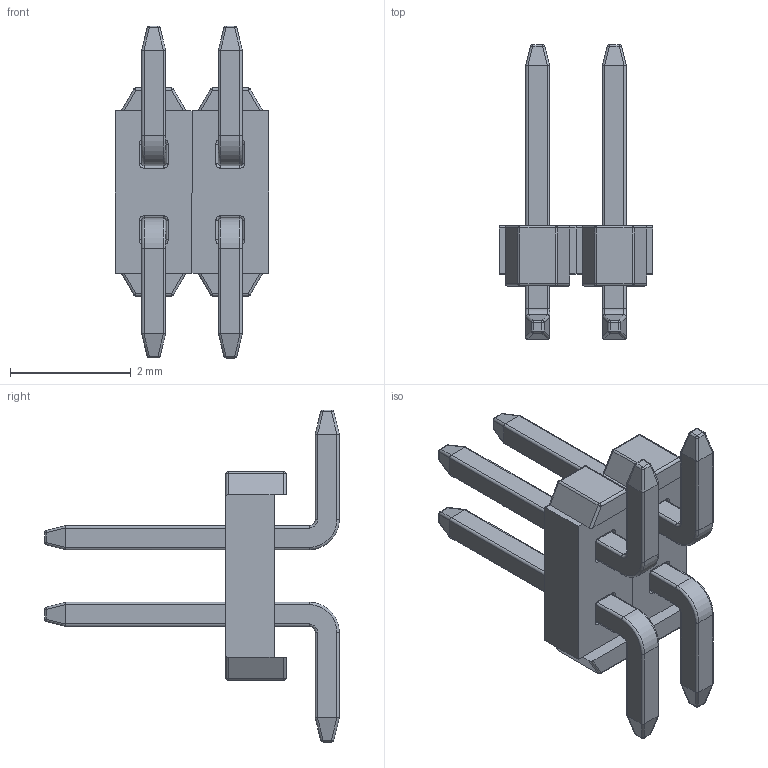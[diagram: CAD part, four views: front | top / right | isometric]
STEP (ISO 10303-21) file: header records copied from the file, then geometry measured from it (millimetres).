
FILE_DESCRIPTION (( 'STEP AP214' ), '1' );
FILE_NAME ('HPH2 A 04 UA SMT.STEP', '2019-04-09T14:57:24', ( '' ), ( '' ), 'SwSTEP 2.0', 'SolidWorks 2014', '' );
FILE_SCHEMA (( 'AUTOMOTIVE_DESIGN' ));
Length unit declared in the file: millimetre
Products named in the file (1): HPH2 A 04 UA SMT
Bounding box: 2.54 x 4.88 x 5.5 mm (x, y, z)
Volume: 10.3 mm3; surface area: 77 mm2
Topology: 10 solids, 10 shells, 444 faces, 1048 edges, 592 vertices
Faces by surface type: cylinder 208, plane 140, torus 48, sphere 48
Entity records: 12399 total; most frequent: CARTESIAN_POINT 2389, DIRECTION 2170, ORIENTED_EDGE 2032, EDGE_CURVE 1016, AXIS2_PLACEMENT_3D 821, VERTEX_POINT 592, LINE 528, VECTOR 528
